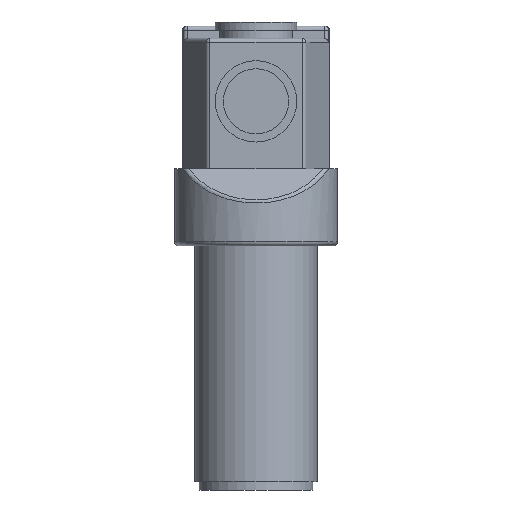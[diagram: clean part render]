
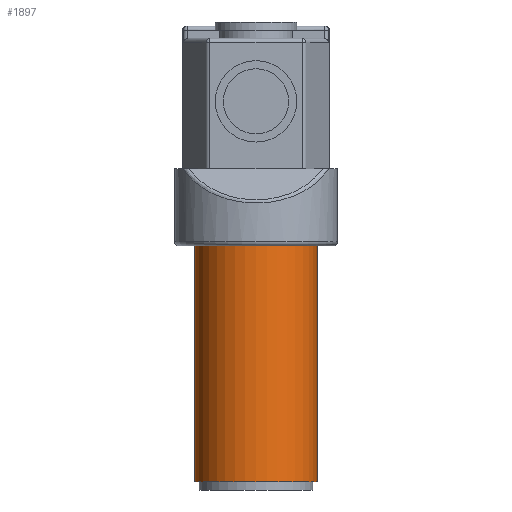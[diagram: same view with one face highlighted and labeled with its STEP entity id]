
A CAD part, front view. The second image highlights one B-rep face of the part: STEP entity #1897.
In plain terms, the highlighted cylindrical face has radius 15 mm (diameter 30 mm), a partial arc.
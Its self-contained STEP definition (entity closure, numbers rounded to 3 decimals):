
#65=CARTESIAN_POINT('',(0.,0.,0.));
#66=DIRECTION('',(0.,0.,-1.));
#67=DIRECTION('',(1.,0.,0.));
#68=AXIS2_PLACEMENT_3D('',#65,#66,#67);
#89=DIRECTION('',(0.,0.,-1.));
#90=VECTOR('',#89,58.);
#91=CARTESIAN_POINT('',(-15.,0.,0.));
#92=LINE('',#91,#90);
#96=DIRECTION('',(0.,0.,-1.));
#97=VECTOR('',#96,58.);
#98=CARTESIAN_POINT('',(15.,0.,0.));
#99=LINE('',#98,#97);
#111=CARTESIAN_POINT('',(0.,0.,-58.));
#112=DIRECTION('',(0.,0.,-1.));
#113=DIRECTION('',(1.,0.,0.));
#114=AXIS2_PLACEMENT_3D('',#111,#112,#113);
#1637=CARTESIAN_POINT('',(-15.,0.,-58.));
#1638=CARTESIAN_POINT('',(15.,0.,-58.));
#1639=VERTEX_POINT('',#1637);
#1640=VERTEX_POINT('',#1638);
#1641=CARTESIAN_POINT('',(-15.,0.,0.));
#1642=CARTESIAN_POINT('',(15.,0.,0.));
#1643=VERTEX_POINT('',#1641);
#1644=VERTEX_POINT('',#1642);
#1885=CARTESIAN_POINT('',(0.,0.,0.));
#1886=DIRECTION('',(0.,0.,-1.));
#1887=DIRECTION('',(-1.,0.,0.));
#1888=AXIS2_PLACEMENT_3D('',#1885,#1886,#1887);
#1889=CYLINDRICAL_SURFACE('',#1888,15.);
#1890=ORIENTED_EDGE('',*,*,#1865,.F.);
#1891=ORIENTED_EDGE('',*,*,#1880,.T.);
#1893=ORIENTED_EDGE('',*,*,#1892,.T.);
#1894=ORIENTED_EDGE('',*,*,#1876,.F.);
#1895=EDGE_LOOP('',(#1890,#1891,#1893,#1894));
#1896=FACE_OUTER_BOUND('',#1895,.F.);
#1897=ADVANCED_FACE('',(#1896),#1889,.T.);
#69=CIRCLE('',#68,15.);
#115=CIRCLE('',#114,15.);
#1865=EDGE_CURVE('',#1644,#1643,#69,.T.);
#1876=EDGE_CURVE('',#1643,#1639,#92,.T.);
#1880=EDGE_CURVE('',#1644,#1640,#99,.T.);
#1892=EDGE_CURVE('',#1640,#1639,#115,.T.);
